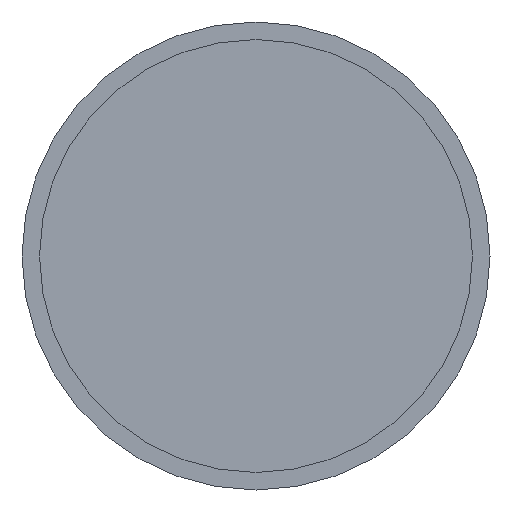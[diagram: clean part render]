
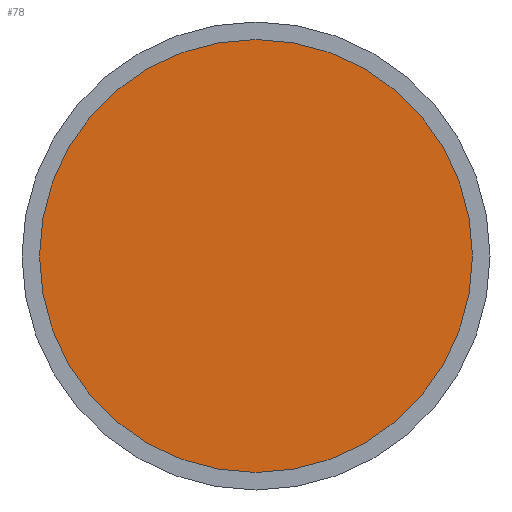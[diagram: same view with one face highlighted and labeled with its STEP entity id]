
A CAD part, front view. The second image highlights one B-rep face of the part: STEP entity #78.
In plain terms, the highlighted planar face has unit normal (0, -1, 0).
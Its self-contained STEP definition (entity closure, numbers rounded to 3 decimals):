
#78 = ADVANCED_FACE( '', ( #166 ), #167, .F. );
#166 = FACE_OUTER_BOUND( '', #287, .T. );
#167 = PLANE( '', #288 );
#287 = EDGE_LOOP( '', ( #414 ) );
#288 = AXIS2_PLACEMENT_3D( '', #415, #416, #417 );
#414 = ORIENTED_EDGE( '', *, *, #484, .T. );
#415 = CARTESIAN_POINT( '', ( 46.25, 3., 0. ) );
#416 = DIRECTION( '', ( 0., 1., 0. ) );
#417 = DIRECTION( '', ( 0., 0., 1. ) );
#484 = EDGE_CURVE( '', #555, #555, #556, .T. );
#555 = VERTEX_POINT( '', #647 );
#556 = CIRCLE( '', #648, 46.25 );
#647 = CARTESIAN_POINT( '', ( 0., 3., -46.25 ) );
#648 = AXIS2_PLACEMENT_3D( '', #722, #723, #724 );
#722 = CARTESIAN_POINT( '', ( 0., 3., 0. ) );
#723 = DIRECTION( '', ( 0., -1., 0. ) );
#724 = DIRECTION( '', ( 0., 0., -1. ) );
